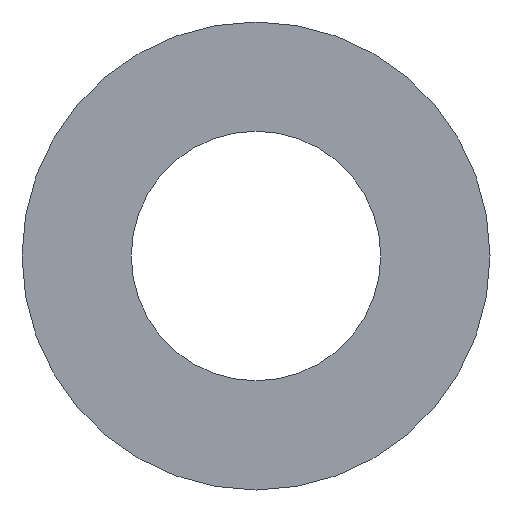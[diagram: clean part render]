
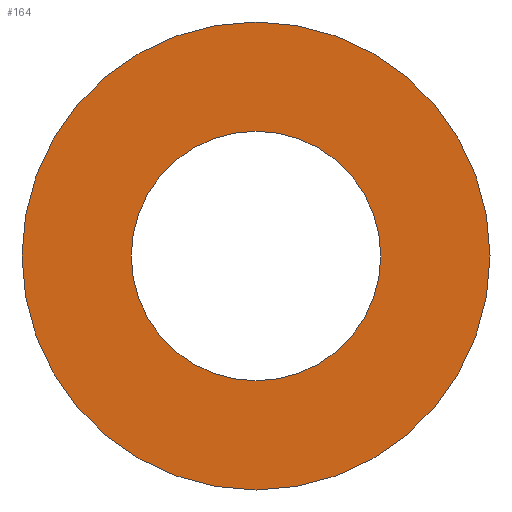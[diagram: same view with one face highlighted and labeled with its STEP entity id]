
A CAD part, left-side view. The second image highlights one B-rep face of the part: STEP entity #164.
In plain terms, the highlighted planar face has unit normal (-1, 0, 0).
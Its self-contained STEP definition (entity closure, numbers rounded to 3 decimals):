
#72 = VERTEX_POINT( '', #184 );
#74 = VERTEX_POINT( '', #186 );
#90 = VERTEX_POINT( '', #204 );
#96 = VERTEX_POINT( '', #212 );
#106 = EDGE_CURVE( '', #90, #72, #222, .T. );
#118 = EDGE_CURVE( '', #72, #90, #235, .T. );
#130 = EDGE_CURVE( '', #96, #74, #248, .T. );
#154 = EDGE_CURVE( '', #74, #96, #278, .T. );
#164 = ADVANCED_FACE( '', ( #288, #289 ), #290, .T. );
#184 = CARTESIAN_POINT( '', ( -80., -69., 0. ) );
#186 = CARTESIAN_POINT( '', ( -80., 36.8, 0. ) );
#204 = CARTESIAN_POINT( '', ( -80., 69., 0. ) );
#212 = CARTESIAN_POINT( '', ( -80., -36.8, 0. ) );
#222 = CIRCLE( '', #347, 69. );
#235 = CIRCLE( '', #365, 69. );
#248 = CIRCLE( '', #380, 36.8 );
#278 = CIRCLE( '', #419, 36.8 );
#288 = FACE_BOUND( '', #432, .T. );
#289 = FACE_OUTER_BOUND( '', #433, .T. );
#290 = PLANE( '', #434 );
#347 = AXIS2_PLACEMENT_3D( '', #481, #482, #483 );
#365 = AXIS2_PLACEMENT_3D( '', #499, #500, #501 );
#380 = AXIS2_PLACEMENT_3D( '', #513, #514, #515 );
#419 = AXIS2_PLACEMENT_3D( '', #560, #561, #562 );
#432 = EDGE_LOOP( '', ( #568, #569 ) );
#433 = EDGE_LOOP( '', ( #570, #571 ) );
#434 = AXIS2_PLACEMENT_3D( '', #572, #573, #574 );
#481 = CARTESIAN_POINT( '', ( -80., 0., 0. ) );
#482 = DIRECTION( '', ( -1., 0., 0. ) );
#483 = DIRECTION( '', ( 0., 1., 0. ) );
#499 = CARTESIAN_POINT( '', ( -80., 0., 0. ) );
#500 = DIRECTION( '', ( -1., 0., 0. ) );
#501 = DIRECTION( '', ( 0., 1., 0. ) );
#513 = CARTESIAN_POINT( '', ( -80., 0., 0. ) );
#514 = DIRECTION( '', ( -1., 0., 0. ) );
#515 = DIRECTION( '', ( 0., 1., 0. ) );
#560 = CARTESIAN_POINT( '', ( -80., 0., 0. ) );
#561 = DIRECTION( '', ( -1., 0., 0. ) );
#562 = DIRECTION( '', ( 0., 1., 0. ) );
#568 = ORIENTED_EDGE( '', *, *, #154, .F. );
#569 = ORIENTED_EDGE( '', *, *, #130, .F. );
#570 = ORIENTED_EDGE( '', *, *, #106, .T. );
#571 = ORIENTED_EDGE( '', *, *, #118, .T. );
#572 = CARTESIAN_POINT( '', ( -80., 52.9, 0. ) );
#573 = DIRECTION( '', ( -1., 0., 0. ) );
#574 = DIRECTION( '', ( 0., 1., 0. ) );
